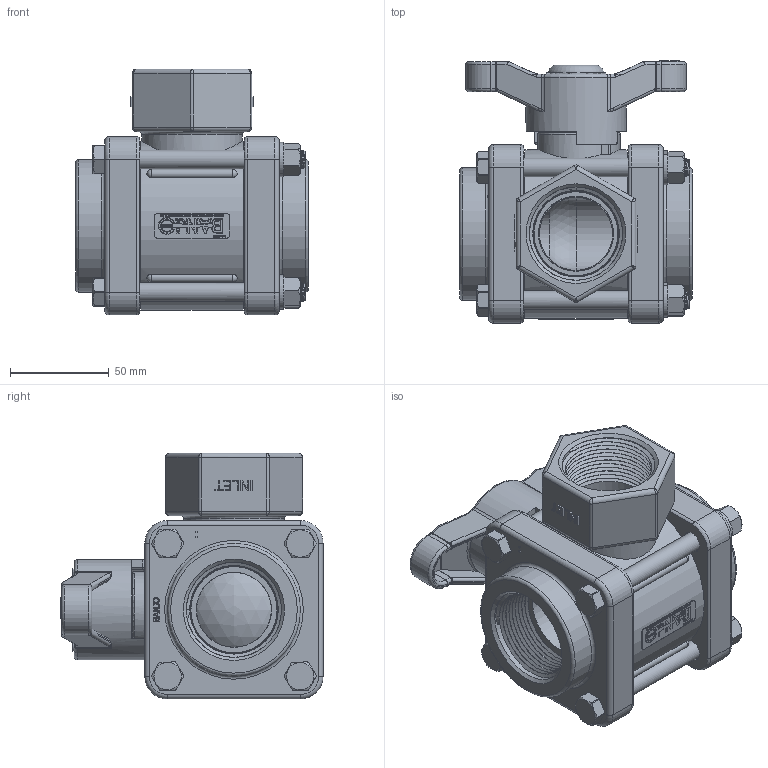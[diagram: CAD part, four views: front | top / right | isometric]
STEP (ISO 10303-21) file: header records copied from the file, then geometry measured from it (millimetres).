
FILE_DESCRIPTION(/* description */ ('1 1/2" SIDE LOAD VALVE'),/* implementation_level */ '2;1');
FILE_NAME(/* name */ 'V150SL.stp',/* time_stamp */ '2023-04-12T12:01:45-04:00',/* author */ ('MEG'),/* organization */ (''),/* preprocessor_version */ 'ST-DEVELOPER v18.1',/* originating_system */ 'Autodesk Inventor 2022',/* authorisation */ '');
FILE_SCHEMA (('AUTOMOTIVE_DESIGN { 1 0 10303 214 3 1 1 }'));
Products named in the file (23): V150SL; 050DECAL; V20017; V20018; V20019; V20020; V20021; V20151M; V20151; V20159; V20163; V20257; VX20257; V20264; V20353C; V20353TS; V20355S; V20355SM; VX20355S; VE20258A; V20354S; V20354SX; V20060
Assembly tree (34 placements, depth 4):
  V150SL
    050DECAL
    V20017  x4
    V20018  x4
    V20019  x4
    V20020
    V20021
    V20151M
      V20151
    V20159
    V20163
    V20257  x2
      VX20257
    V20264  x2
    V20353C
    V20353TS
    V20355S
      V20355SM
        VX20355S
    VE20258A  x2
    V20354S
      V20354SX
    V20060
Bounding box: 117.98 x 132.97 x 124.71 mm (x, y, z)
Volume: 641355.2 mm3; surface area: 205214.5 mm2
Topology: 30 solids, 30 shells, 3011 faces, 7685 edges, 4941 vertices
Faces by surface type: plane 1453, cylinder 540, bspline 496, cone 367, torus 131, sphere 24
Full cylindrical faces by diameter (mm): 4.978 x1, 7.144 x1, 8.128 x1, 8.236 x60, 8.915 x4, 9.525 x64, 10.668 x8, 12.7 x1, 18.898 x1, 19.05 x1, 19.075 x1, 19.304 x1, 21.844 x4, 23.368 x1, 23.495 x1, 23.812 x1, 24.13 x1, 25.4 x2, 25.527 x3, 26.67 x1, 31.877 x1, 32.512 x1, 37.084 x2, 37.973 x2, 38.1 x3, 50.546 x2, 50.8 x2, 50.902 x2, 57.912 x2, 67.31 x2
Entity records: 83573 total; most frequent: CARTESIAN_POINT 26952, ORIENTED_EDGE 12120, DIRECTION 9889, EDGE_CURVE 6060, LINE 3961, VECTOR 3961, VERTEX_POINT 3944, AXIS2_PLACEMENT_3D 2964
